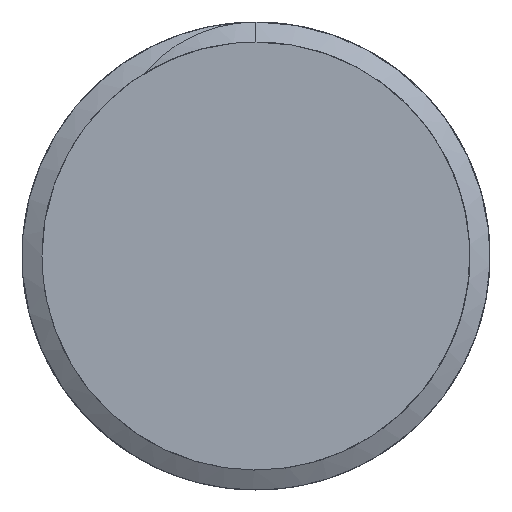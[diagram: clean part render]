
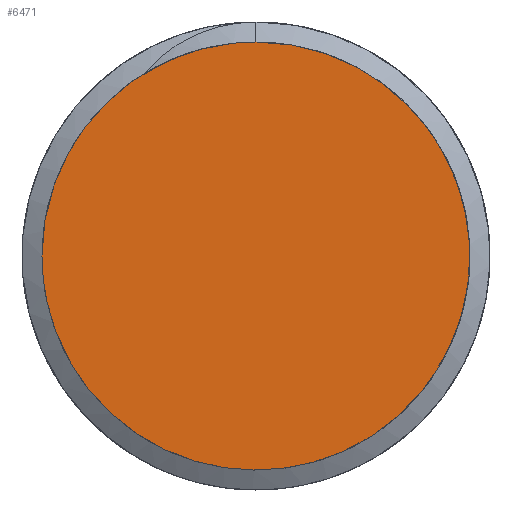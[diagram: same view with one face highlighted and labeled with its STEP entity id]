
A CAD part, left-side view. The second image highlights one B-rep face of the part: STEP entity #6471.
In plain terms, the highlighted free-form (B-spline) face has degree [1, 1] with [2, 2] control points.
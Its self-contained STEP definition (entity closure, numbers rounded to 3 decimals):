
#4488=CARTESIAN_POINT('',(0.,8.35,0.));
#4489=VERTEX_POINT('',#4488);
#4490=CARTESIAN_POINT('',(0.,0.867,8.306));
#4491=VERTEX_POINT('',#4490);
#4492=CARTESIAN_POINT('',(0.,8.35,0.));
#4493=CARTESIAN_POINT('',(0.,8.35,7.523));
#4494=CARTESIAN_POINT('',(0.,0.867,8.305));
#4495=(BOUNDED_CURVE()B_SPLINE_CURVE(2,(#4492,#4493,#4494),.CIRCULAR_ARC.,.F.,.U.)B_SPLINE_CURVE_WITH_KNOTS((3,3),(0.768,1.),.UNSPECIFIED.)CURVE()GEOMETRIC_REPRESENTATION_ITEM()RATIONAL_B_SPLINE_CURVE((1.,0.728,0.961))REPRESENTATION_ITEM(''));
#4496=EDGE_CURVE('',#4489,#4491,#4495,.T.);
#4573=CARTESIAN_POINT('',(0.,0.,8.35));
#4574=VERTEX_POINT('',#4573);
#4575=CARTESIAN_POINT('',(0.,0.,8.35));
#4576=CARTESIAN_POINT('',(0.,-8.35,8.35));
#4577=CARTESIAN_POINT('',(0.,-8.35,0.));
#4578=CARTESIAN_POINT('',(0.,-8.35,-8.35));
#4579=CARTESIAN_POINT('',(0.,0.,-8.35));
#4580=CARTESIAN_POINT('',(0.,8.35,-8.35));
#4581=CARTESIAN_POINT('',(0.,8.35,0.));
#4582=(BOUNDED_CURVE()B_SPLINE_CURVE(2,(#4575,#4576,#4577,#4578,#4579,#4580,#4581),.CIRCULAR_ARC.,.F.,.U.)B_SPLINE_CURVE_WITH_KNOTS((3,2,2,3),(0.,0.25,0.5,0.75),.UNSPECIFIED.)CURVE()GEOMETRIC_REPRESENTATION_ITEM()RATIONAL_B_SPLINE_CURVE((1.,0.707,1.,0.707,1.,0.707,1.))REPRESENTATION_ITEM(''));
#4583=EDGE_CURVE('',#4574,#4489,#4582,.T.);
#6449=CARTESIAN_POINT('',(0.,0.867,8.306));
#6450=CARTESIAN_POINT('',(0.,0.707,8.328));
#6451=CARTESIAN_POINT('',(0.,0.544,8.342));
#6452=CARTESIAN_POINT('',(0.,0.284,8.353));
#6453=CARTESIAN_POINT('',(0.,0.095,8.353));
#6454=CARTESIAN_POINT('',(0.,0.,8.35));
#6455=B_SPLINE_CURVE_WITH_KNOTS('',3,(#6449,#6450,#6451,#6452,#6453,#6454),.UNSPECIFIED.,.F.,.U.,(4,2,4),(0.943,1.,1.033),.UNSPECIFIED.);
#6456=EDGE_CURVE('',#4491,#4574,#6455,.T.);
#6461=CARTESIAN_POINT('',(0.,-93.456,93.456));
#6462=CARTESIAN_POINT('',(0.,-93.456,-93.456));
#6463=CARTESIAN_POINT('',(0.,93.456,93.456));
#6464=CARTESIAN_POINT('',(0.,93.456,-93.456));
#6465=B_SPLINE_SURFACE_WITH_KNOTS('',1,1,((#6461,#6462),(#6463,#6464)),.PLANE_SURF.,.F.,.F.,.U.,(2,2),(2,2),(0.,1.),(0.,1.),.UNSPECIFIED.);
#6466=ORIENTED_EDGE('',*,*,#4496,.F.);
#6467=ORIENTED_EDGE('',*,*,#4583,.F.);
#6468=ORIENTED_EDGE('',*,*,#6456,.F.);
#6469=EDGE_LOOP('',(#6466,#6467,#6468));
#6470=FACE_OUTER_BOUND('',#6469,.T.);
#6471=ADVANCED_FACE('',(#6470),#6465,.T.);
